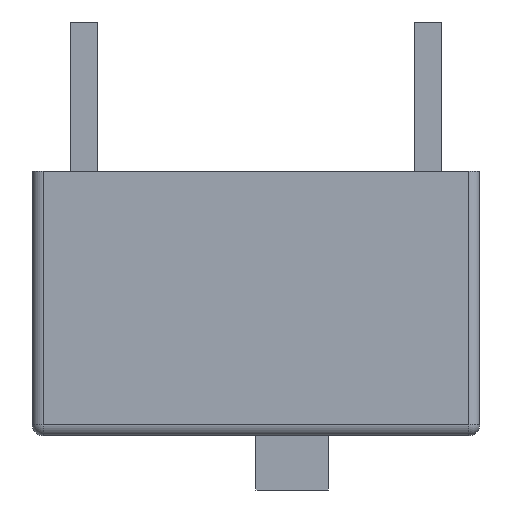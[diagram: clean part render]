
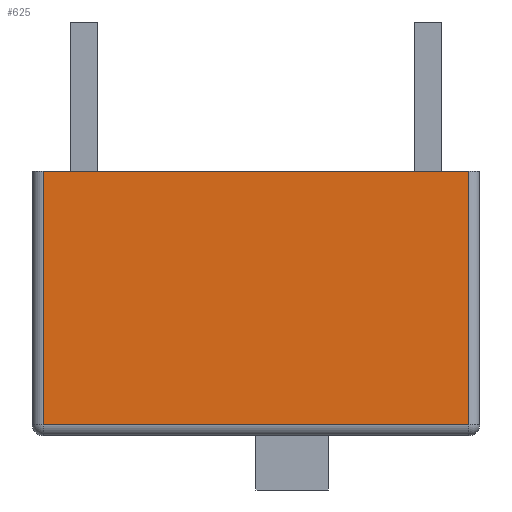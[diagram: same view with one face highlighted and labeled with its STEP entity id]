
A CAD part, left-side view. The second image highlights one B-rep face of the part: STEP entity #625.
In plain terms, the highlighted planar face has unit normal (-1, 0, 0).
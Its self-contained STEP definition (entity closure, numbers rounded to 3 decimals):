
#625 = ADVANCED_FACE ( 'NONE', ( #8461 ), #1910, .F. ) ;
#963 = CARTESIAN_POINT ( 'NONE',  ( -15.92, 4.7, 5.85 ) ) ;
#964 = ORIENTED_EDGE ( 'NONE', *, *, #4984, .T. ) ;
#972 = VECTOR ( 'NONE', #3234, 1000. ) ;
#1095 = DIRECTION ( 'NONE',  ( 0., 0., -1. ) ) ;
#1435 = VERTEX_POINT ( 'NONE', #3834 ) ;
#1635 = CARTESIAN_POINT ( 'NONE',  ( -15.92, 4.95, 0.25 ) ) ;
#1682 = VECTOR ( 'NONE', #8011, 1000. ) ;
#1910 = PLANE ( 'NONE',  #3710 ) ;
#1962 = ORIENTED_EDGE ( 'NONE', *, *, #2177, .T. ) ;
#2177 = EDGE_CURVE ( 'NONE', #4428, #5569, #3568, .T. ) ;
#2421 = DIRECTION ( 'NONE',  ( 0., -1., 0. ) ) ;
#2876 = DIRECTION ( 'NONE',  ( 0., 0., 1. ) ) ;
#3059 = LINE ( 'NONE', #1635, #6615 ) ;
#3234 = DIRECTION ( 'NONE',  ( 0., -1., 0. ) ) ;
#3568 = LINE ( 'NONE', #963, #1682 ) ;
#3639 = LINE ( 'NONE', #4070, #972 ) ;
#3673 = EDGE_CURVE ( 'NONE', #4428, #5232, #3639, .T. ) ;
#3710 = AXIS2_PLACEMENT_3D ( 'NONE', #4661, #5369, #1095 ) ;
#3834 = CARTESIAN_POINT ( 'NONE',  ( -15.92, -4.7, 0.25 ) ) ;
#4070 = CARTESIAN_POINT ( 'NONE',  ( -15.92, 4.95, 5.85 ) ) ;
#4428 = VERTEX_POINT ( 'NONE', #6692 ) ;
#4661 = CARTESIAN_POINT ( 'NONE',  ( -15.92, 4.95, 5.85 ) ) ;
#4984 = EDGE_CURVE ( 'NONE', #5569, #1435, #3059, .T. ) ;
#5232 = VERTEX_POINT ( 'NONE', #9113 ) ;
#5369 = DIRECTION ( 'NONE',  ( 1., 0., 0. ) ) ;
#5569 = VERTEX_POINT ( 'NONE', #7925 ) ;
#5707 = VECTOR ( 'NONE', #2876, 1000. ) ;
#5750 = CARTESIAN_POINT ( 'NONE',  ( -15.92, -4.7, 5.85 ) ) ;
#5844 = ORIENTED_EDGE ( 'NONE', *, *, #6564, .T. ) ;
#5924 = LINE ( 'NONE', #5750, #5707 ) ;
#6564 = EDGE_CURVE ( 'NONE', #1435, #5232, #5924, .T. ) ;
#6615 = VECTOR ( 'NONE', #2421, 1000. ) ;
#6692 = CARTESIAN_POINT ( 'NONE',  ( -15.92, 4.7, 5.85 ) ) ;
#7925 = CARTESIAN_POINT ( 'NONE',  ( -15.92, 4.7, 0.25 ) ) ;
#8011 = DIRECTION ( 'NONE',  ( 0., 0., -1. ) ) ;
#8461 = FACE_OUTER_BOUND ( 'NONE', #8575, .T. ) ;
#8575 = EDGE_LOOP ( 'NONE', ( #964, #5844, #8643, #1962 ) ) ;
#8643 = ORIENTED_EDGE ( 'NONE', *, *, #3673, .F. ) ;
#9113 = CARTESIAN_POINT ( 'NONE',  ( -15.92, -4.7, 5.85 ) ) ;
